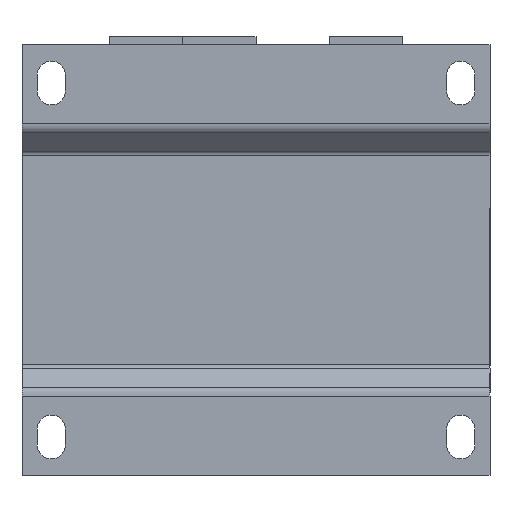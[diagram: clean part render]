
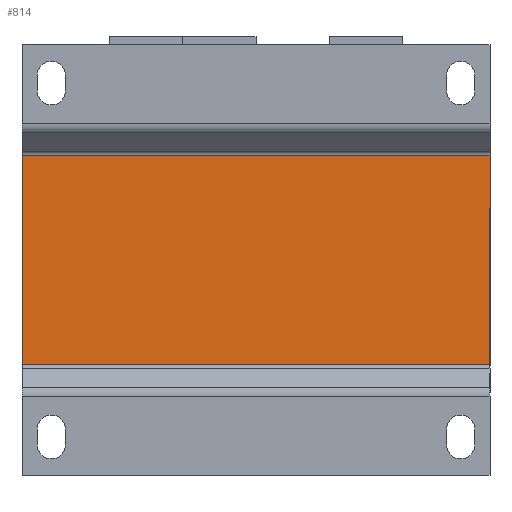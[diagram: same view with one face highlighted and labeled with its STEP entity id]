
A CAD part, front view. The second image highlights one B-rep face of the part: STEP entity #814.
In plain terms, the highlighted planar face has unit normal (0, -1, 0).
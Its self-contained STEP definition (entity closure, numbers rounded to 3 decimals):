
#45 = CARTESIAN_POINT ( 'NONE',  ( 0., -41.5, -21.464 ) ) ;
#724 = VERTEX_POINT ( 'NONE', #2921 ) ;
#814 = ADVANCED_FACE ( 'Defeature ausgef�hrt1_45', ( #5847 ), #5402, .F. ) ;
#954 = CARTESIAN_POINT ( 'NONE',  ( -48., -41.5, 44.15 ) ) ;
#1319 = ORIENTED_EDGE ( 'NONE', *, *, #1837, .T. ) ;
#1402 = DIRECTION ( 'NONE',  ( 0., 0., 1. ) ) ;
#1483 = LINE ( 'NONE', #2269, #3090 ) ;
#1643 = CARTESIAN_POINT ( 'NONE',  ( 48., -41.5, -21.464 ) ) ;
#1754 = ORIENTED_EDGE ( 'NONE', *, *, #2789, .F. ) ;
#1755 = CARTESIAN_POINT ( 'NONE',  ( -48., -41.5, -21.464 ) ) ;
#1837 = EDGE_CURVE ( 'Defeature ausgef�hrt1_45+Defeature ausgef�hrt1_52+Defeature ausgef�hrt1_44+Defeature ausgef�hrt1_43', #2228, #724, #3694, .T. ) ;
#2228 = VERTEX_POINT ( 'NONE', #4521 ) ;
#2269 = CARTESIAN_POINT ( 'NONE',  ( 48., -41.5, 44.15 ) ) ;
#2449 = VECTOR ( 'NONE', #3479, 1000. ) ;
#2486 = CARTESIAN_POINT ( 'NONE',  ( 0., -41.5, 0. ) ) ;
#2680 = LINE ( 'NONE', #45, #2449 ) ;
#2789 = EDGE_CURVE ( 'Defeature ausgef�hrt1_65+Defeature ausgef�hrt1_45+Defeature ausgef�hrt1_63+Defeature ausgef�hrt1_64', #2898, #4487, #2680, .T. ) ;
#2815 = CARTESIAN_POINT ( 'NONE',  ( 0., -41.5, 21.464 ) ) ;
#2898 = VERTEX_POINT ( 'NONE', #1643 ) ;
#2921 = CARTESIAN_POINT ( 'NONE',  ( -48., -41.5, 21.464 ) ) ;
#3090 = VECTOR ( 'NONE', #4193, 1000. ) ;
#3107 = ORIENTED_EDGE ( 'NONE', *, *, #6252, .F. ) ;
#3479 = DIRECTION ( 'NONE',  ( -1., 0., 0. ) ) ;
#3694 = LINE ( 'NONE', #2815, #4208 ) ;
#4193 = DIRECTION ( 'NONE',  ( 0., 0., -1. ) ) ;
#4208 = VECTOR ( 'NONE', #6199, 1000. ) ;
#4266 = VECTOR ( 'NONE', #1402, 1000. ) ;
#4487 = VERTEX_POINT ( 'NONE', #1755 ) ;
#4521 = CARTESIAN_POINT ( 'NONE',  ( 48., -41.5, 21.464 ) ) ;
#4882 = DIRECTION ( 'NONE',  ( 0., 1., 0. ) ) ;
#5068 = EDGE_CURVE ( 'Defeature ausgef�hrt1_44+Defeature ausgef�hrt1_45+Defeature ausgef�hrt1_50+Defeature ausgef�hrt1_63', #2228, #2898, #1483, .T. ) ;
#5291 = EDGE_LOOP ( 'NONE', ( #1754, #5712, #1319, #3107 ) ) ;
#5362 = AXIS2_PLACEMENT_3D ( 'NONE', #2486, #4882, #5877 ) ;
#5402 = PLANE ( 'NONE',  #5362 ) ;
#5580 = LINE ( 'NONE', #954, #4266 ) ;
#5712 = ORIENTED_EDGE ( 'NONE', *, *, #5068, .F. ) ;
#5847 = FACE_OUTER_BOUND ( 'NONE', #5291, .T. ) ;
#5877 = DIRECTION ( 'NONE',  ( 1., 0., 0. ) ) ;
#6199 = DIRECTION ( 'NONE',  ( -1., 0., 0. ) ) ;
#6252 = EDGE_CURVE ( 'Defeature ausgef�hrt1_43+Defeature ausgef�hrt1_45+Defeature ausgef�hrt1_64+Defeature ausgef�hrt1_51', #4487, #724, #5580, .T. ) ;
